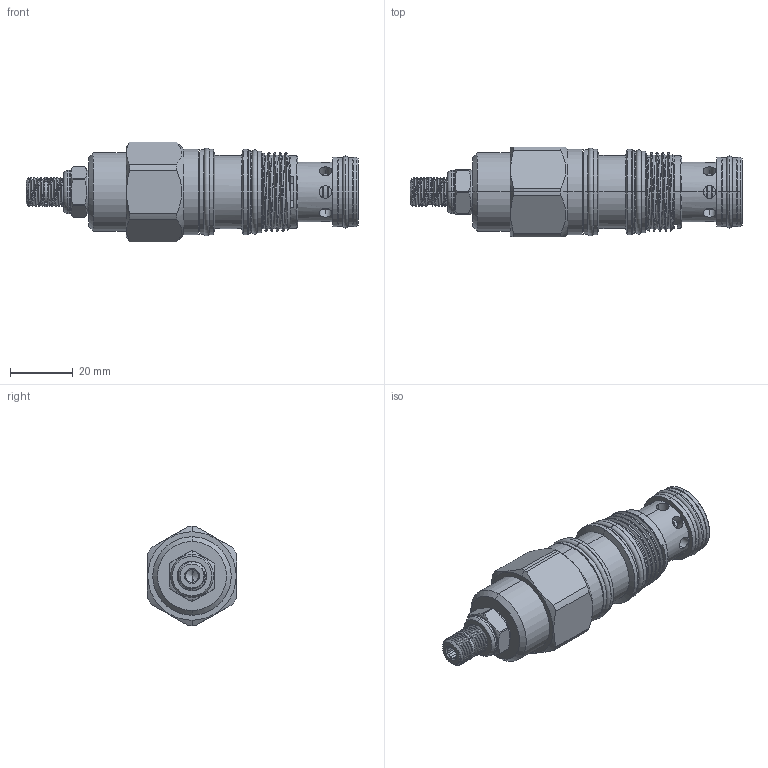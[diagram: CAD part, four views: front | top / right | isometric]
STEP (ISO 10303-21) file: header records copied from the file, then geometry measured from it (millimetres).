
FILE_DESCRIPTION (( 'STEP AP203' ), '1' );
FILE_NAME ('SP2A30-L.STEP', '2020-03-25T01:34:01', ( '' ), ( '' ), 'SwSTEP 2.0', 'SolidWorks 2018', '' );
FILE_SCHEMA (( 'CONFIG_CONTROL_DESIGN' ));
Length unit declared in the file: millimetre
Products named in the file (1): SP2A30-L
Bounding box: 105.84 x 28.57 x 31.8 mm (x, y, z)
Volume: 43180.2 mm3; surface area: 13307.4 mm2
Topology: 6 solids, 6 shells, 748 faces, 2079 edges, 1307 vertices
Faces by surface type: cylinder 581, plane 63, cone 49, torus 44, bspline 7, sphere 4
Entity records: 54215 total; most frequent: CARTESIAN_POINT 36020, ORIENTED_EDGE 4154, DIRECTION 2966, EDGE_CURVE 2077, VERTEX_POINT 1307, AXIS2_PLACEMENT_3D 1168, EDGE_LOOP 1150, B_SPLINE_CURVE_WITH_KNOTS 957
